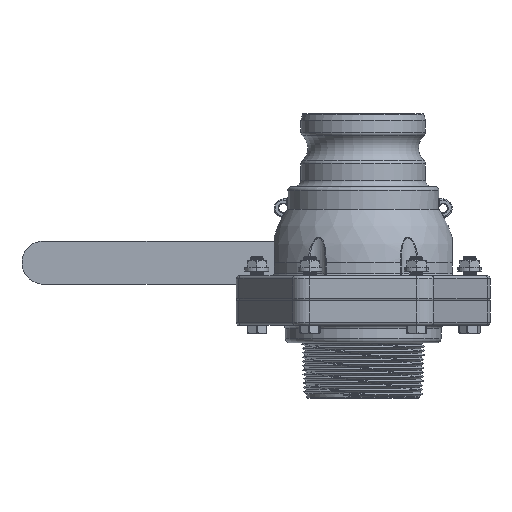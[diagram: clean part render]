
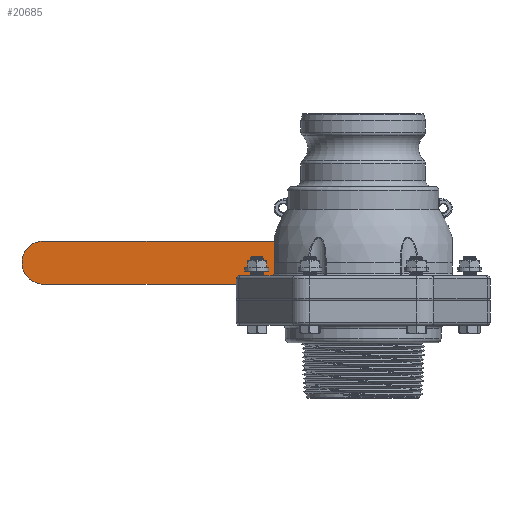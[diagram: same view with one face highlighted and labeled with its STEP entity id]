
A CAD part, front view. The second image highlights one B-rep face of the part: STEP entity #20685.
In plain terms, the highlighted planar face has unit normal (0, -1, 0).
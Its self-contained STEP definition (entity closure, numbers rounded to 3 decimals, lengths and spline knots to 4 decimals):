
#1892=PLANE('',#22933);
#2942=FACE_OUTER_BOUND('',#4223,.T.);
#4223=EDGE_LOOP('',(#18014,#18015,#18016,#18017));
#5309=CIRCLE('',#22934,0.625);
#6386=LINE('',#62957,#7598);
#6388=LINE('',#62962,#7600);
#6392=LINE('',#62972,#7604);
#7598=VECTOR('',#27477,0.3937);
#7600=VECTOR('',#27483,0.3937);
#7604=VECTOR('',#27493,0.3937);
#9509=VERTEX_POINT('',#62945);
#9511=VERTEX_POINT('',#62951);
#9513=VERTEX_POINT('',#62961);
#9516=VERTEX_POINT('',#62971);
#12410=EDGE_CURVE('',#9511,#9509,#6386,.T.);
#12412=EDGE_CURVE('',#9513,#9511,#6388,.T.);
#12417=EDGE_CURVE('',#9509,#9516,#6392,.T.);
#12418=EDGE_CURVE('',#9516,#9513,#5309,.T.);
#18014=ORIENTED_EDGE('',*,*,#12410,.T.);
#18015=ORIENTED_EDGE('',*,*,#12417,.T.);
#18016=ORIENTED_EDGE('',*,*,#12418,.T.);
#18017=ORIENTED_EDGE('',*,*,#12412,.T.);
#20685=ADVANCED_FACE('',(#2942),#1892,.F.);
#22933=AXIS2_PLACEMENT_3D('',#62970,#27491,#27492);
#22934=AXIS2_PLACEMENT_3D('',#62973,#27494,#27495);
#27477=DIRECTION('',(0.,0.,1.));
#27483=DIRECTION('',(1.,0.,0.));
#27491=DIRECTION('center_axis',(0.,1.,0.));
#27492=DIRECTION('ref_axis',(0.,0.,1.));
#27493=DIRECTION('',(-1.,0.,0.));
#27494=DIRECTION('center_axis',(0.,-1.,0.));
#27495=DIRECTION('ref_axis',(0.,0.,1.));
#62945=CARTESIAN_POINT('',(-2.875,0.,0.625));
#62951=CARTESIAN_POINT('',(-2.875,0.,-0.625));
#62957=CARTESIAN_POINT('',(-2.875,0.,-0.3125));
#62961=CARTESIAN_POINT('',(-9.75,0.,-0.625));
#62962=CARTESIAN_POINT('',(-9.75,0.,-0.625));
#62970=CARTESIAN_POINT('Origin',(-4.875,0.,0.));
#62971=CARTESIAN_POINT('',(-9.75,0.,0.625));
#62972=CARTESIAN_POINT('',(0.,0.,0.625));
#62973=CARTESIAN_POINT('Origin',(-9.75,0.,0.));
